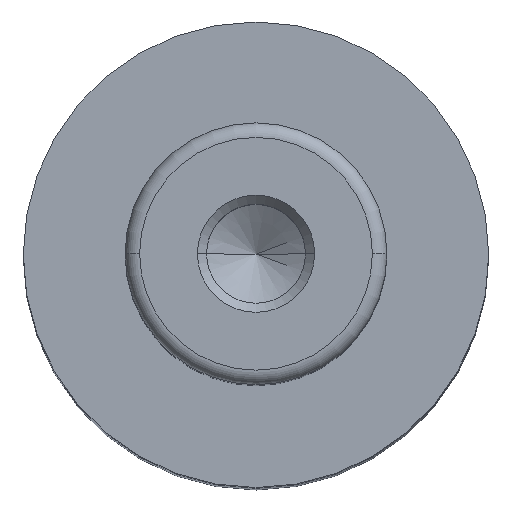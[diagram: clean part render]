
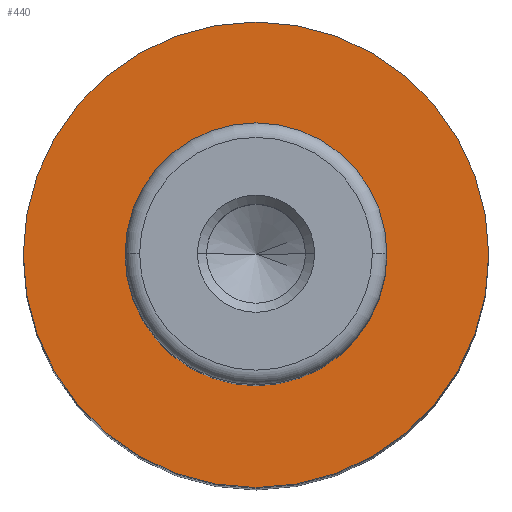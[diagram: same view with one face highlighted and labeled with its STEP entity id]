
A CAD part, top view. The second image highlights one B-rep face of the part: STEP entity #440.
In plain terms, the highlighted planar face has unit normal (0, 0, 1).
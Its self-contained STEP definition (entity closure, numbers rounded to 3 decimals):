
#5 = DIRECTION ( 'NONE',  ( 1., 0., 0. ) ) ;
#47 = DIRECTION ( 'NONE',  ( -1., 0., 0. ) ) ;
#96 = EDGE_LOOP ( 'NONE', ( #141, #229 ) ) ;
#99 = AXIS2_PLACEMENT_3D ( 'NONE', #1148, #1145, #47 ) ;
#103 = VERTEX_POINT ( 'NONE', #271 ) ;
#141 = ORIENTED_EDGE ( 'NONE', *, *, #716, .T. ) ;
#154 = AXIS2_PLACEMENT_3D ( 'NONE', #323, #994, #721 ) ;
#207 = AXIS2_PLACEMENT_3D ( 'NONE', #1204, #907, #766 ) ;
#229 = ORIENTED_EDGE ( 'NONE', *, *, #277, .T. ) ;
#255 = AXIS2_PLACEMENT_3D ( 'NONE', #552, #295, #523 ) ;
#271 = CARTESIAN_POINT ( 'NONE',  ( -16., 0., 95. ) ) ;
#277 = EDGE_CURVE ( 'NONE', #576, #1000, #511, .T. ) ;
#295 = DIRECTION ( 'NONE',  ( 0., 0., -1. ) ) ;
#323 = CARTESIAN_POINT ( 'NONE',  ( 0., 0., 95. ) ) ;
#359 = CARTESIAN_POINT ( 'NONE',  ( -9., 0., 95. ) ) ;
#384 = DIRECTION ( 'NONE',  ( 0., 0., 1. ) ) ;
#416 = ORIENTED_EDGE ( 'NONE', *, *, #951, .F. ) ;
#440 = ADVANCED_FACE ( 'NONE', ( #454, #1038 ), #1007, .T. ) ;
#454 = FACE_BOUND ( 'NONE', #96, .T. ) ;
#511 = CIRCLE ( 'NONE', #255, 9. ) ;
#523 = DIRECTION ( 'NONE',  ( -1., 0., 0. ) ) ;
#544 = VERTEX_POINT ( 'NONE', #1023 ) ;
#552 = CARTESIAN_POINT ( 'NONE',  ( 0., 0., 95. ) ) ;
#573 = AXIS2_PLACEMENT_3D ( 'NONE', #359, #384, #5 ) ;
#576 = VERTEX_POINT ( 'NONE', #1075 ) ;
#716 = EDGE_CURVE ( 'NONE', #1000, #576, #1011, .T. ) ;
#721 = DIRECTION ( 'NONE',  ( -1., 0., 0. ) ) ;
#727 = CIRCLE ( 'NONE', #154, 16. ) ;
#766 = DIRECTION ( 'NONE',  ( -1., 0., 0. ) ) ;
#830 = CIRCLE ( 'NONE', #99, 16. ) ;
#870 = EDGE_CURVE ( 'NONE', #544, #103, #727, .T. ) ;
#907 = DIRECTION ( 'NONE',  ( 0., 0., -1. ) ) ;
#944 = EDGE_LOOP ( 'NONE', ( #416, #1052 ) ) ;
#951 = EDGE_CURVE ( 'NONE', #103, #544, #830, .T. ) ;
#959 = CARTESIAN_POINT ( 'NONE',  ( -9., 0., 95. ) ) ;
#994 = DIRECTION ( 'NONE',  ( 0., 0., -1. ) ) ;
#1000 = VERTEX_POINT ( 'NONE', #959 ) ;
#1007 = PLANE ( 'NONE',  #573 ) ;
#1011 = CIRCLE ( 'NONE', #207, 9. ) ;
#1023 = CARTESIAN_POINT ( 'NONE',  ( 16., 0., 95. ) ) ;
#1038 = FACE_OUTER_BOUND ( 'NONE', #944, .T. ) ;
#1052 = ORIENTED_EDGE ( 'NONE', *, *, #870, .F. ) ;
#1075 = CARTESIAN_POINT ( 'NONE',  ( 9., 0., 95. ) ) ;
#1145 = DIRECTION ( 'NONE',  ( 0., 0., -1. ) ) ;
#1148 = CARTESIAN_POINT ( 'NONE',  ( 0., 0., 95. ) ) ;
#1204 = CARTESIAN_POINT ( 'NONE',  ( 0., 0., 95. ) ) ;
